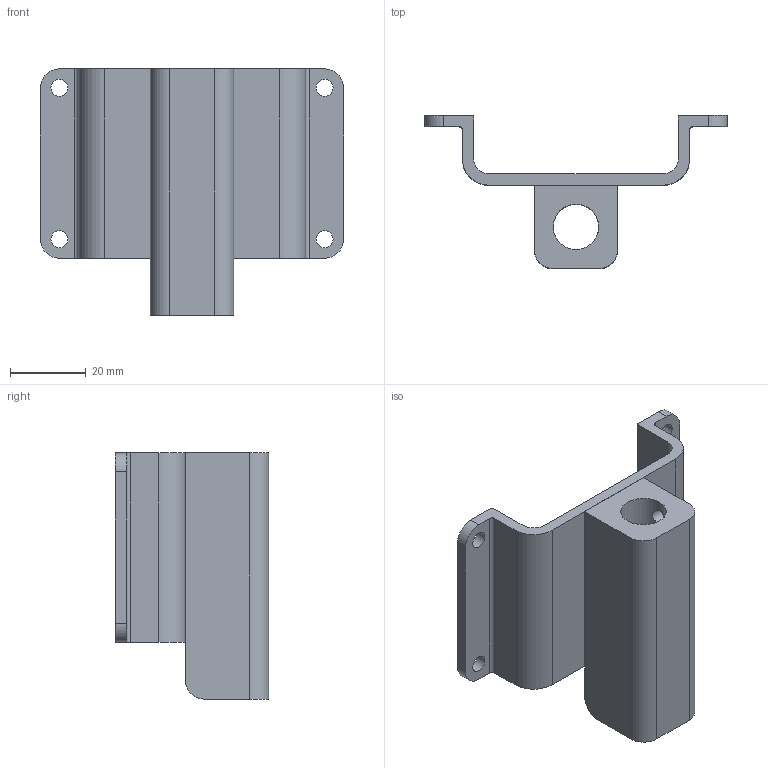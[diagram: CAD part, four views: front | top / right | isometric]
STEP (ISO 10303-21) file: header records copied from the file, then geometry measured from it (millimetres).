
FILE_DESCRIPTION(/* description */ (''),/* implementation_level */ '2;1');
FILE_NAME(/* name */ 'chipshouter_mount.stp',/* time_stamp */ '2022-07-25T12:52:35+02:00',/* author */ ('Niclas'),/* organization */ (''),/* preprocessor_version */ 'ST-DEVELOPER v18.1',/* originating_system */ 'Autodesk Inventor 2022',/* authorisation */ '');
FILE_SCHEMA (('AUTOMOTIVE_DESIGN { 1 0 10303 214 3 1 1 }'));
Length unit declared in the file: centimetre
Products named in the file (3): chipshouter_mount_assembly; microscope_mount; chipshouter_mount_bracket
Assembly tree (2 placements, depth 2):
  chipshouter_mount_assembly
    microscope_mount
    chipshouter_mount_bracket
Bounding box: 80 x 40.5 x 65 mm (x, y, z)
Volume: 38833.4 mm3; surface area: 20112.7 mm2
Topology: 2 solids, 2 shells, 42 faces, 118 edges, 79 vertices
Faces by surface type: cylinder 22, plane 20
Full cylindrical faces by diameter (mm): 4.5 x6, 12 x1
Entity records: 1563 total; most frequent: CARTESIAN_POINT 312, DIRECTION 251, ORIENTED_EDGE 236, EDGE_CURVE 118, AXIS2_PLACEMENT_3D 90, VERTEX_POINT 79, LINE 71, VECTOR 71
